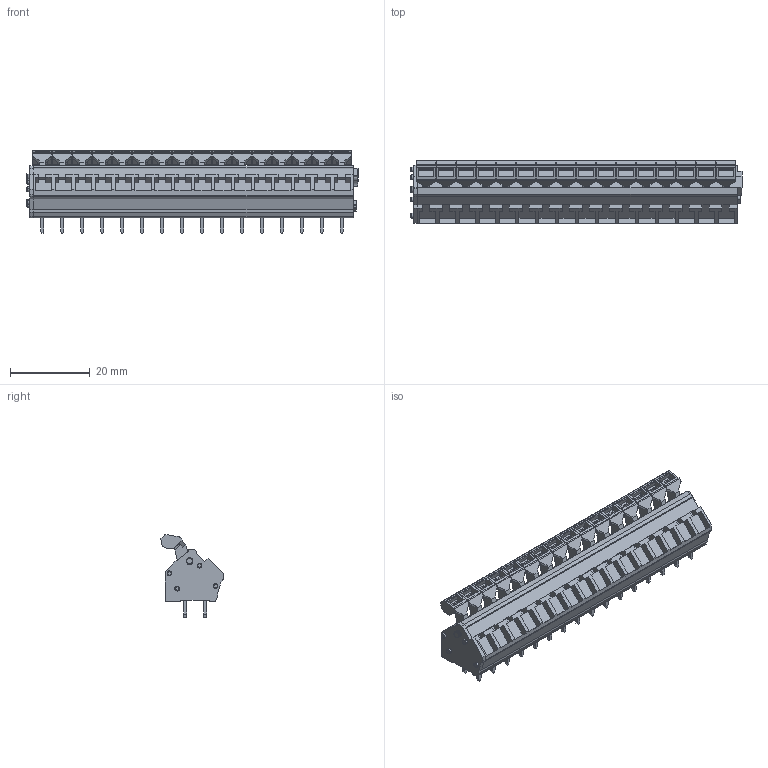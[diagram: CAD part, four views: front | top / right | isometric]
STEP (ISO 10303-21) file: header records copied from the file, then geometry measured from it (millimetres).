
FILE_DESCRIPTION(('CATIA V5 STEP Exchange','CAx-IF Rec.Pracs.--- Model Styling and Organization---1.4--- 2014-01-23'),'2;1');
FILE_NAME ('028316-2_0', '2022-08-09T09:35:39+00:00', ('none'), ('Weidmueller'), 'CATIA Version 5-6 Release 2016 SP3 HF44', 'CATIA V5 STEP AP214', 'none');
FILE_SCHEMA(('AUTOMOTIVE_DESIGN { 1 0 10303 214 1 1 1 1 }'));
Length unit declared in the file: millimetre
Products named in the file (1): 1957750000
Bounding box: 83.1 x 15.6 x 20.65 mm (x, y, z)
Volume: 12134.4 mm3; surface area: 8169.2 mm2
Topology: 50 solids, 50 shells, 1462 faces, 3947 edges, 2622 vertices
Faces by surface type: plane 1178, cylinder 260, cone 16, torus 8
Entity records: 44910 total; most frequent: CARTESIAN_POINT 8542, ORIENTED_EDGE 7894, DIRECTION 6051, EDGE_CURVE 3947, VECTOR 3399, LINE 3399, VERTEX_POINT 2622, AXIS2_PLACEMENT_3D 1513
